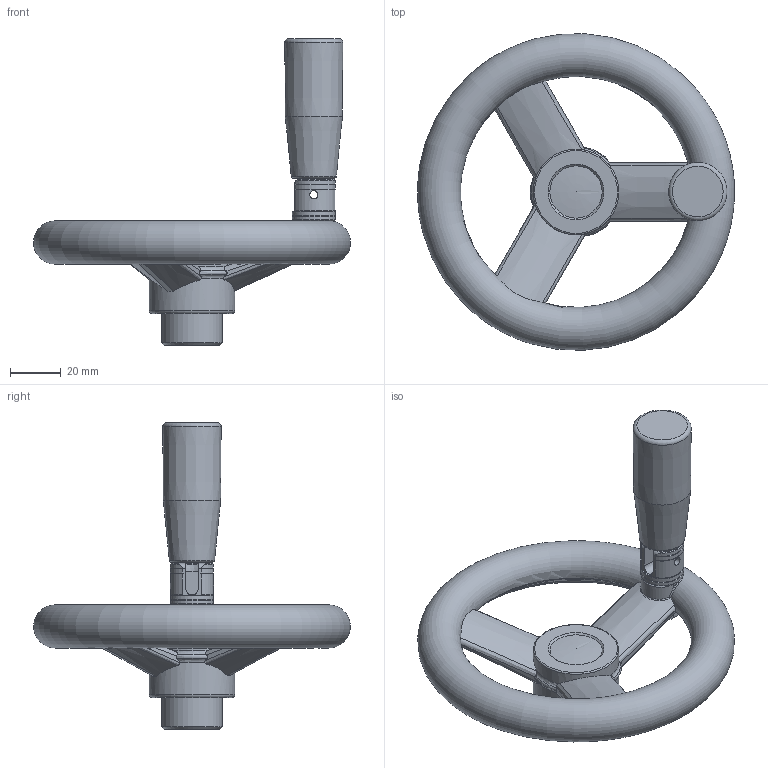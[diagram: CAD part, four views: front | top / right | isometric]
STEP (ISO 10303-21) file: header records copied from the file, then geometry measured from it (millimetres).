
FILE_DESCRIPTION( ( 'Unknown' ), '1' );
FILE_NAME( '6152005_VR125-MR.stp', 'Unknown', ( 'Unknown' ), ( 'Unknown' ), 'PSStep 10.0', 'Unknown', ' ' );
FILE_SCHEMA( ( 'automotive_design' ) );
Length unit declared in the file: millimetre
Products named in the file (2): 6152005
Bounding box: 124.94 x 124.79 x 120.81 mm (x, y, z)
Volume: 132156.4 mm3; surface area: 37421.4 mm2
Topology: 2 solids, 3 shells, 154 faces, 413 edges, 266 vertices
Faces by surface type: plane 51, cylinder 29, bspline 29, cone 23, torus 22
Full cylindrical faces by diameter (mm): 1.2 x1, 3.2 x2, 4.134 x1, 5 x1, 6 x1, 7 x1, 7.547 x1, 10 x1, 12.15 x1, 17 x2, 24 x1, 33.7 x2
Entity records: 9248 total; most frequent: CARTESIAN_POINT 4748, ORIENTED_EDGE 716, DIRECTION 545, EDGE_CURVE 358, VERTEX_POINT 251, AXIS2_PLACEMENT_3D 240, EDGE_LOOP 203, B_SPLINE_CURVE_WITH_KNOTS 180
